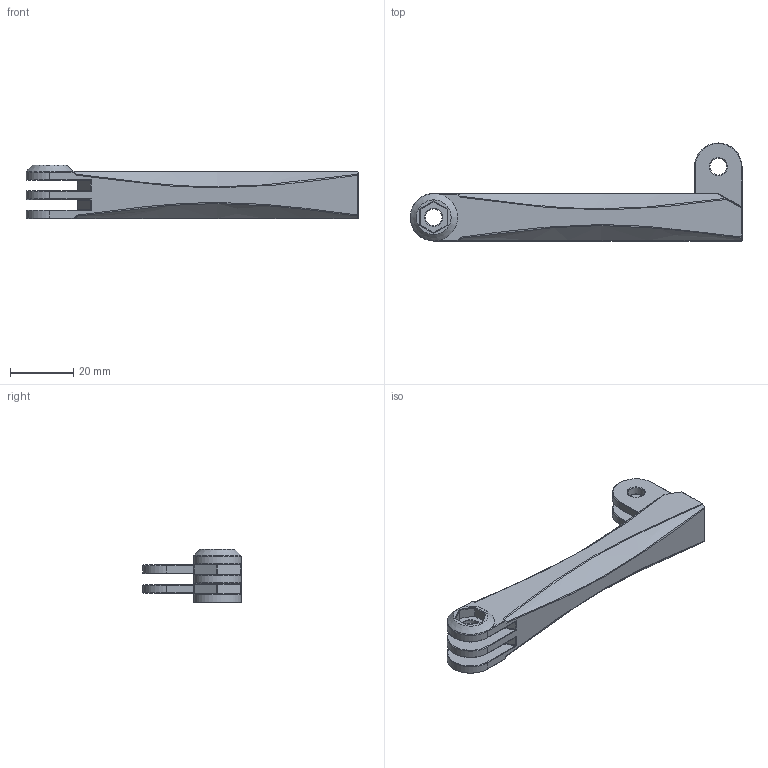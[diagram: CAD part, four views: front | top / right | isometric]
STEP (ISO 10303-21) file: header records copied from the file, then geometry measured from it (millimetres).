
FILE_DESCRIPTION(/* description */ (''),/* implementation_level */ '2;1');
FILE_NAME(/* name */ 'Arm 90 Male Angle.step',/* time_stamp */ '2019-07-26T23:19:17+10:00',/* author */ (''),/* organization */ (''),/* preprocessor_version */ 'ST-DEVELOPER v18',/* originating_system */ 'Autodesk Translation Framework v8.2.0.1029',/* authorisation */ '');
FILE_SCHEMA (('AUTOMOTIVE_DESIGN { 1 0 10303 214 3 1 1 }'));
Length unit declared in the file: millimetre
Products named in the file (2): Arm; Arm Angle A
Assembly tree (1 placements, depth 2):
  Arm
    Arm Angle A
Bounding box: 105 x 31 x 17 mm (x, y, z)
Volume: 19974.4 mm3; surface area: 7695.7 mm2
Topology: 1 solids, 1 shells, 168 faces, 411 edges, 246 vertices
Faces by surface type: plane 119, cone 21, bspline 18, cylinder 10
Full cylindrical faces by diameter (mm): 5.3 x5
Entity records: 5468 total; most frequent: CARTESIAN_POINT 1689, ORIENTED_EDGE 822, DIRECTION 672, EDGE_CURVE 411, LINE 280, VECTOR 280, VERTEX_POINT 246, AXIS2_PLACEMENT_3D 196
